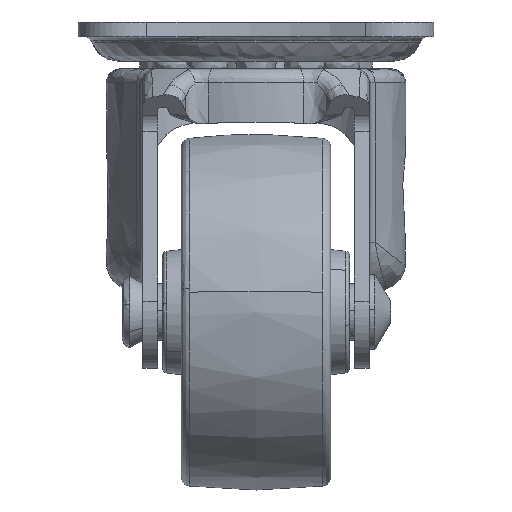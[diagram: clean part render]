
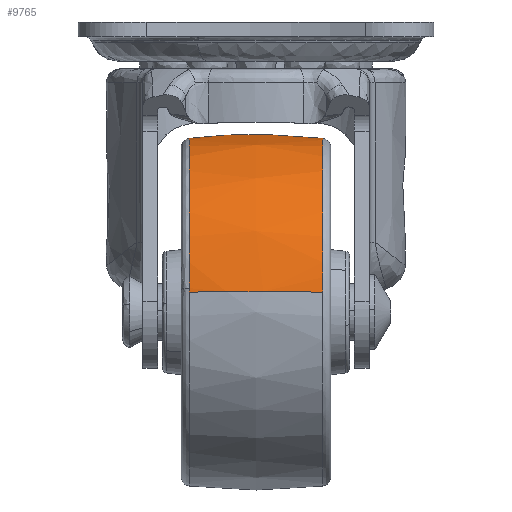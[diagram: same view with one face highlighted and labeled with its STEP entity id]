
A CAD part, left-side view. The second image highlights one B-rep face of the part: STEP entity #9765.
In plain terms, the highlighted free-form (B-spline) face has degree [2, 2] with [5, 5] control points.
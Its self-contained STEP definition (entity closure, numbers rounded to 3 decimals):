
#8611=CARTESIAN_POINT('',(-18.399,7.119,2.56));
#8612=VERTEX_POINT('',#8611);
#8626=CARTESIAN_POINT('',(0.0,7.119,18.576));
#8627=VERTEX_POINT('',#8626);
#8628=CARTESIAN_POINT('',(0.0,7.119,18.576));
#8629=CARTESIAN_POINT('',(-16.171,7.119,18.576));
#8630=CARTESIAN_POINT('',(-18.399,7.119,2.56));
#8638=(BOUNDED_CURVE()B_SPLINE_CURVE(2,(#8628,#8629,#8630),.UNSPECIFIED.,.F.,.U.)B_SPLINE_CURVE_WITH_KNOTS((3,3),(0.5,0.726),.UNSPECIFIED.)CURVE()GEOMETRIC_REPRESENTATION_ITEM()RATIONAL_B_SPLINE_CURVE((1.0,0.735,0.95))REPRESENTATION_ITEM(''));
#8639=EDGE_CURVE('',#8627,#8612,#8638,.T.);
#8734=CARTESIAN_POINT('',(-18.452,7.119,2.145));
#8735=VERTEX_POINT('',#8734);
#8751=CARTESIAN_POINT('',(-18.399,7.119,2.56));
#8752=CARTESIAN_POINT('',(-18.428,7.119,2.353));
#8753=CARTESIAN_POINT('',(-18.452,7.119,2.145));
#8761=(BOUNDED_CURVE()B_SPLINE_CURVE(2,(#8751,#8752,#8753),.UNSPECIFIED.,.F.,.U.)B_SPLINE_CURVE_WITH_KNOTS((3,3),(0.726,0.73),.UNSPECIFIED.)CURVE()GEOMETRIC_REPRESENTATION_ITEM()RATIONAL_B_SPLINE_CURVE((0.95,0.953,0.957))REPRESENTATION_ITEM(''));
#8762=EDGE_CURVE('',#8612,#8735,#8761,.T.);
#8964=CARTESIAN_POINT('',(0.0,-7.119,18.576));
#8965=VERTEX_POINT('',#8964);
#8979=CARTESIAN_POINT('',(-18.452,-7.119,2.145));
#8980=VERTEX_POINT('',#8979);
#8981=CARTESIAN_POINT('',(0.0,-7.119,18.576));
#8982=CARTESIAN_POINT('',(-16.542,-7.119,18.576));
#8983=CARTESIAN_POINT('',(-18.452,-7.119,2.145));
#8991=(BOUNDED_CURVE()B_SPLINE_CURVE(2,(#8981,#8982,#8983),.UNSPECIFIED.,.F.,.U.)B_SPLINE_CURVE_WITH_KNOTS((3,3),(0.5,0.73),.UNSPECIFIED.)CURVE()GEOMETRIC_REPRESENTATION_ITEM()RATIONAL_B_SPLINE_CURVE((1.0,0.731,0.957))REPRESENTATION_ITEM(''));
#8992=EDGE_CURVE('',#8965,#8980,#8991,.T.);
#9688=CARTESIAN_POINT('',(0.0,-7.119,18.576));
#9689=CARTESIAN_POINT('',(0.0,-3.572,19.0));
#9690=CARTESIAN_POINT('',(0.0,0.0,19.0));
#9691=CARTESIAN_POINT('',(0.0,3.572,19.0));
#9692=CARTESIAN_POINT('',(0.0,7.119,18.576));
#9700=(BOUNDED_CURVE()B_SPLINE_CURVE(2,(#9688,#9689,#9690,#9691,#9692),.UNSPECIFIED.,.F.,.U.)B_SPLINE_CURVE_WITH_KNOTS((3,2,3),(0.426,0.5,0.574),.UNSPECIFIED.)CURVE()GEOMETRIC_REPRESENTATION_ITEM()RATIONAL_B_SPLINE_CURVE((0.979,0.988,1.0,0.988,0.979))REPRESENTATION_ITEM(''));
#9701=EDGE_CURVE('',#8965,#8627,#9700,.T.);
#9707=CARTESIAN_POINT('',(-18.452,-7.119,2.145));
#9708=CARTESIAN_POINT('',(-18.873,-3.572,2.194));
#9709=CARTESIAN_POINT('',(-18.873,0.,2.194));
#9710=CARTESIAN_POINT('',(-18.873,3.572,2.194));
#9711=CARTESIAN_POINT('',(-18.452,7.119,2.145));
#9719=(BOUNDED_CURVE()B_SPLINE_CURVE(2,(#9707,#9708,#9709,#9710,#9711),.UNSPECIFIED.,.F.,.U.)B_SPLINE_CURVE_WITH_KNOTS((3,2,3),(0.426,0.5,0.574),.UNSPECIFIED.)CURVE()GEOMETRIC_REPRESENTATION_ITEM()RATIONAL_B_SPLINE_CURVE((0.937,0.945,0.957,0.945,0.937))REPRESENTATION_ITEM(''));
#9720=EDGE_CURVE('',#8980,#8735,#9719,.T.);
#9725=CARTESIAN_POINT('',(0.12,-7.834,18.486));
#9726=CARTESIAN_POINT('',(0.123,-3.934,19.0));
#9727=CARTESIAN_POINT('',(0.123,0.0,19.));
#9728=CARTESIAN_POINT('',(0.123,3.934,19.0));
#9729=CARTESIAN_POINT('',(0.12,7.834,18.486));
#9730=CARTESIAN_POINT('',(0.06,-7.834,18.486));
#9731=CARTESIAN_POINT('',(0.062,-3.934,19.));
#9732=CARTESIAN_POINT('',(0.062,0.0,19.));
#9733=CARTESIAN_POINT('',(0.062,3.934,19.));
#9734=CARTESIAN_POINT('',(0.06,7.834,18.486));
#9735=CARTESIAN_POINT('',(-16.462,-7.834,18.486));
#9736=CARTESIAN_POINT('',(-16.919,-3.934,19.));
#9737=CARTESIAN_POINT('',(-16.919,0.0,19.0));
#9738=CARTESIAN_POINT('',(-16.919,3.934,19.));
#9739=CARTESIAN_POINT('',(-16.462,7.834,18.486));
#9740=CARTESIAN_POINT('',(-18.37,-7.834,2.072));
#9741=CARTESIAN_POINT('',(-18.88,-3.934,2.13));
#9742=CARTESIAN_POINT('',(-18.88,0.0,2.13));
#9743=CARTESIAN_POINT('',(-18.88,3.934,2.13));
#9744=CARTESIAN_POINT('',(-18.37,7.834,2.072));
#9745=CARTESIAN_POINT('',(-18.377,-7.834,2.01));
#9746=CARTESIAN_POINT('',(-18.888,-3.934,2.066));
#9747=CARTESIAN_POINT('',(-18.888,0.0,2.066));
#9748=CARTESIAN_POINT('',(-18.888,3.934,2.066));
#9749=CARTESIAN_POINT('',(-18.377,7.834,2.01));
#9757=(BOUNDED_SURFACE()B_SPLINE_SURFACE(2,2,((#9725,#9730,#9735,#9740,#9745),(#9726,#9731,#9736,#9741,#9746),(#9727,#9732,#9737,#9742,#9747),(#9728,#9733,#9738,#9743,#9748),(#9729,#9734,#9739,#9744,#9749)),.UNSPECIFIED.,.F.,.F.,.U.)B_SPLINE_SURFACE_WITH_KNOTS((3,2,3),(3,1,1,3),(0.0,7.94,15.88),(0.0,0.145,29.075,29.219),.UNSPECIFIED.)GEOMETRIC_REPRESENTATION_ITEM()RATIONAL_B_SPLINE_SURFACE(((0.98,0.979,0.714,0.936,0.938),(0.989,0.988,0.721,0.945,0.946),(1.003,1.001,0.731,0.958,0.959),(0.989,0.988,0.721,0.945,0.946),(0.98,0.979,0.714,0.936,0.938)))REPRESENTATION_ITEM('')SURFACE());
#9758=ORIENTED_EDGE('',*,*,#8639,.T.);
#9759=ORIENTED_EDGE('',*,*,#8762,.T.);
#9760=ORIENTED_EDGE('',*,*,#9720,.F.);
#9761=ORIENTED_EDGE('',*,*,#8992,.F.);
#9762=ORIENTED_EDGE('',*,*,#9701,.T.);
#9763=EDGE_LOOP('',(#9758,#9759,#9760,#9761,#9762));
#9764=FACE_OUTER_BOUND('',#9763,.T.);
#9765=ADVANCED_FACE('',(#9764),#9757,.T.);
